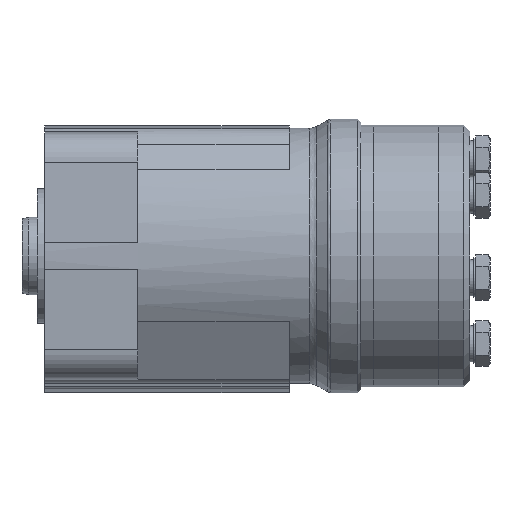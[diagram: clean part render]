
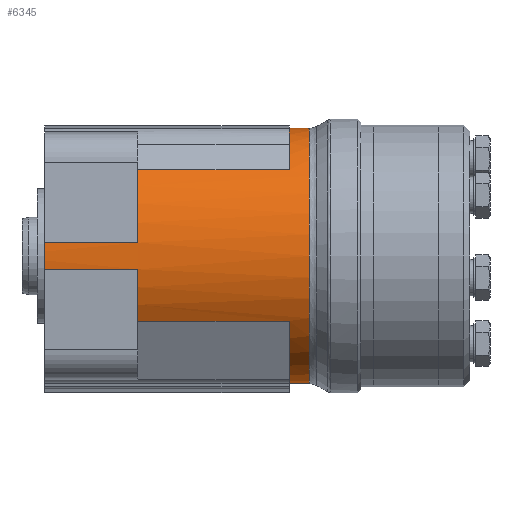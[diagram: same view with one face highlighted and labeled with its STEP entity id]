
A CAD part, front view. The second image highlights one B-rep face of the part: STEP entity #6345.
In plain terms, the highlighted cylindrical face has radius 42 mm (diameter 84 mm), a partial arc.
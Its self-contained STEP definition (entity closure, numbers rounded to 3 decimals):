
#55=CYLINDRICAL_SURFACE('',#6865,42.);
#333=B_SPLINE_CURVE_WITH_KNOTS('',3,(#10119,#10120,#10121,#10122),
 .UNSPECIFIED.,.F.,.F.,(4,4),(0.028,0.03),
 .UNSPECIFIED.);
#334=B_SPLINE_CURVE_WITH_KNOTS('',3,(#10126,#10127,#10128,#10129,#10130),
 .UNSPECIFIED.,.F.,.F.,(4,1,4),(0.,0.004,0.007),
 .UNSPECIFIED.);
#335=B_SPLINE_CURVE_WITH_KNOTS('',3,(#10134,#10135,#10136,#10137,#10138),
 .UNSPECIFIED.,.F.,.F.,(4,1,4),(0.023,0.027,0.03),
 .UNSPECIFIED.);
#448=CIRCLE('',#6816,42.);
#486=CIRCLE('',#6866,42.);
#487=CIRCLE('',#6867,42.);
#488=CIRCLE('',#6868,42.);
#489=CIRCLE('',#6869,42.);
#490=CIRCLE('',#6870,42.);
#491=CIRCLE('',#6871,42.);
#984=ORIENTED_EDGE('',*,*,#2806,.F.);
#985=ORIENTED_EDGE('',*,*,#2807,.T.);
#986=ORIENTED_EDGE('',*,*,#2808,.F.);
#987=ORIENTED_EDGE('',*,*,#2809,.T.);
#988=ORIENTED_EDGE('',*,*,#2679,.F.);
#989=ORIENTED_EDGE('',*,*,#2810,.T.);
#990=ORIENTED_EDGE('',*,*,#2811,.F.);
#991=ORIENTED_EDGE('',*,*,#2812,.F.);
#992=ORIENTED_EDGE('',*,*,#2813,.F.);
#993=ORIENTED_EDGE('',*,*,#2814,.T.);
#994=ORIENTED_EDGE('',*,*,#2815,.F.);
#995=ORIENTED_EDGE('',*,*,#2816,.T.);
#996=ORIENTED_EDGE('',*,*,#2817,.T.);
#997=ORIENTED_EDGE('',*,*,#2818,.T.);
#998=ORIENTED_EDGE('',*,*,#2819,.T.);
#999=ORIENTED_EDGE('',*,*,#2820,.T.);
#1000=ORIENTED_EDGE('',*,*,#2821,.T.);
#2679=EDGE_CURVE('',#3587,#3588,#448,.T.);
#2806=EDGE_CURVE('',#3706,#3707,#486,.T.);
#2807=EDGE_CURVE('',#3706,#3708,#4248,.T.);
#2808=EDGE_CURVE('',#3709,#3708,#487,.T.);
#2809=EDGE_CURVE('',#3709,#3588,#4249,.T.);
#2810=EDGE_CURVE('',#3587,#3710,#4250,.F.);
#2811=EDGE_CURVE('',#3711,#3710,#488,.T.);
#2812=EDGE_CURVE('',#3712,#3711,#4251,.T.);
#2813=EDGE_CURVE('',#3713,#3712,#489,.T.);
#2814=EDGE_CURVE('',#3713,#3714,#4252,.T.);
#2815=EDGE_CURVE('',#3715,#3714,#490,.T.);
#2816=EDGE_CURVE('',#3715,#3716,#333,.T.);
#2817=EDGE_CURVE('',#3716,#3717,#4253,.F.);
#2818=EDGE_CURVE('',#3717,#3718,#334,.T.);
#2819=EDGE_CURVE('',#3718,#3719,#491,.T.);
#2820=EDGE_CURVE('',#3719,#3720,#335,.T.);
#2821=EDGE_CURVE('',#3720,#3707,#4254,.T.);
#3587=VERTEX_POINT('',#9675);
#3588=VERTEX_POINT('',#9677);
#3706=VERTEX_POINT('',#10100);
#3707=VERTEX_POINT('',#10101);
#3708=VERTEX_POINT('',#10103);
#3709=VERTEX_POINT('',#10105);
#3710=VERTEX_POINT('',#10108);
#3711=VERTEX_POINT('',#10110);
#3712=VERTEX_POINT('',#10112);
#3713=VERTEX_POINT('',#10114);
#3714=VERTEX_POINT('',#10116);
#3715=VERTEX_POINT('',#10118);
#3716=VERTEX_POINT('',#10123);
#3717=VERTEX_POINT('',#10125);
#3718=VERTEX_POINT('',#10131);
#3719=VERTEX_POINT('',#10133);
#3720=VERTEX_POINT('',#10139);
#4248=LINE('',#10102,#4660);
#4249=LINE('',#10106,#4661);
#4250=LINE('',#10107,#4662);
#4251=LINE('',#10111,#4663);
#4252=LINE('',#10115,#4664);
#4253=LINE('',#10124,#4665);
#4254=LINE('',#10140,#4666);
#4660=VECTOR('',#7804,1000.);
#4661=VECTOR('',#7807,1000.);
#4662=VECTOR('',#7808,1000.);
#4663=VECTOR('',#7811,1000.);
#4664=VECTOR('',#7814,1000.);
#4665=VECTOR('',#7817,1000.);
#4666=VECTOR('',#7820,1000.);
#5034=EDGE_LOOP('',(#984,#985,#986,#987,#988,#989,#990,#991,#992,#993,#994,
#995,#996,#997,#998,#999,#1000));
#5585=FACE_BOUND('',#5034,.T.);
#6345=ADVANCED_FACE('',(#5585),#55,.T.);
#6816=AXIS2_PLACEMENT_3D('',#9676,#7669,#7670);
#6865=AXIS2_PLACEMENT_3D('',#10098,#7800,#7801);
#6866=AXIS2_PLACEMENT_3D('',#10099,#7802,#7803);
#6867=AXIS2_PLACEMENT_3D('',#10104,#7805,#7806);
#6868=AXIS2_PLACEMENT_3D('',#10109,#7809,#7810);
#6869=AXIS2_PLACEMENT_3D('',#10113,#7812,#7813);
#6870=AXIS2_PLACEMENT_3D('',#10117,#7815,#7816);
#6871=AXIS2_PLACEMENT_3D('',#10132,#7818,#7819);
#7669=DIRECTION('',(1.,0.,0.));
#7670=DIRECTION('',(0.,0.,-1.));
#7800=DIRECTION('',(1.,0.,0.));
#7801=DIRECTION('',(0.,0.,-1.));
#7802=DIRECTION('',(1.,0.,0.));
#7803=DIRECTION('',(0.,0.,-1.));
#7804=DIRECTION('',(1.,0.,0.));
#7805=DIRECTION('',(1.,0.,0.));
#7806=DIRECTION('',(0.,0.,-1.));
#7807=DIRECTION('',(1.,0.,0.));
#7808=DIRECTION('',(1.,0.,0.));
#7809=DIRECTION('',(1.,0.,0.));
#7810=DIRECTION('',(0.,0.,-1.));
#7811=DIRECTION('',(1.,0.,0.));
#7812=DIRECTION('',(1.,0.,0.));
#7813=DIRECTION('',(0.,0.,-1.));
#7814=DIRECTION('',(1.,0.,0.));
#7815=DIRECTION('',(1.,0.,0.));
#7816=DIRECTION('',(0.,0.,-1.));
#7817=DIRECTION('',(1.,0.,0.));
#7818=DIRECTION('',(1.,0.,0.));
#7819=DIRECTION('',(0.,0.,-1.));
#7820=DIRECTION('',(1.,0.,0.));
#9675=CARTESIAN_POINT('',(108.,-4.39,-41.77));
#9676=CARTESIAN_POINT('',(108.,0.,0.));
#9677=CARTESIAN_POINT('',(108.,4.39,-41.77));
#10098=CARTESIAN_POINT('',(115.5,0.,0.));
#10099=CARTESIAN_POINT('',(27.656,0.,0.));
#10100=CARTESIAN_POINT('',(27.656,28.343,-30.995));
#10101=CARTESIAN_POINT('',(27.656,38.934,15.753));
#10102=CARTESIAN_POINT('',(115.5,28.343,-30.995));
#10103=CARTESIAN_POINT('',(77.373,28.343,-30.995));
#10104=CARTESIAN_POINT('',(77.373,0.,0.));
#10105=CARTESIAN_POINT('',(77.373,4.39,-41.77));
#10106=CARTESIAN_POINT('',(115.5,4.39,-41.77));
#10107=CARTESIAN_POINT('',(115.5,-4.39,-41.77));
#10108=CARTESIAN_POINT('',(77.373,-4.39,-41.77));
#10109=CARTESIAN_POINT('',(77.373,0.,0.));
#10110=CARTESIAN_POINT('',(77.373,-21.421,-36.127));
#10111=CARTESIAN_POINT('',(27.656,-21.421,-36.127));
#10112=CARTESIAN_POINT('',(27.656,-21.421,-36.127));
#10113=CARTESIAN_POINT('',(27.656,0.,0.));
#10114=CARTESIAN_POINT('',(27.656,-41.674,5.221));
#10115=CARTESIAN_POINT('',(115.5,-41.674,5.221));
#10116=CARTESIAN_POINT('',(77.373,-41.674,5.221));
#10117=CARTESIAN_POINT('',(77.373,0.,0.));
#10118=CARTESIAN_POINT('',(77.373,-38.77,16.152));
#10119=CARTESIAN_POINT('',(77.373,-38.77,16.152));
#10120=CARTESIAN_POINT('',(76.674,-38.874,15.902));
#10121=CARTESIAN_POINT('',(75.922,-38.934,15.753));
#10122=CARTESIAN_POINT('',(75.162,-38.934,15.753));
#10123=CARTESIAN_POINT('',(75.162,-38.934,15.753));
#10124=CARTESIAN_POINT('',(115.5,-38.934,15.753));
#10125=CARTESIAN_POINT('',(27.294,-38.934,15.753));
#10126=CARTESIAN_POINT('',(27.294,-38.934,15.753));
#10127=CARTESIAN_POINT('',(26.062,-38.934,15.753));
#10128=CARTESIAN_POINT('',(23.721,-38.622,16.54));
#10129=CARTESIAN_POINT('',(21.872,-37.95,18.014));
#10130=CARTESIAN_POINT('',(21.03,-37.564,18.788));
#10131=CARTESIAN_POINT('',(21.03,-37.564,18.788));
#10132=CARTESIAN_POINT('',(21.03,0.,0.));
#10133=CARTESIAN_POINT('',(21.03,37.564,18.788));
#10134=CARTESIAN_POINT('',(21.03,37.564,18.788));
#10135=CARTESIAN_POINT('',(21.877,37.953,18.009));
#10136=CARTESIAN_POINT('',(23.722,38.622,16.54));
#10137=CARTESIAN_POINT('',(26.068,38.934,15.753));
#10138=CARTESIAN_POINT('',(27.294,38.934,15.753));
#10139=CARTESIAN_POINT('',(27.294,38.934,15.753));
#10140=CARTESIAN_POINT('',(115.5,38.934,15.753));
